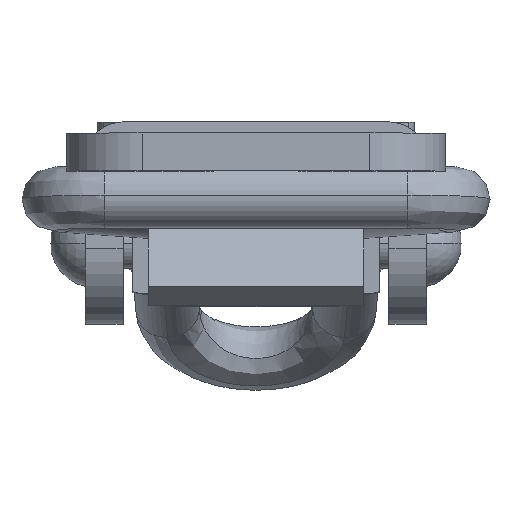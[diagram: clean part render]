
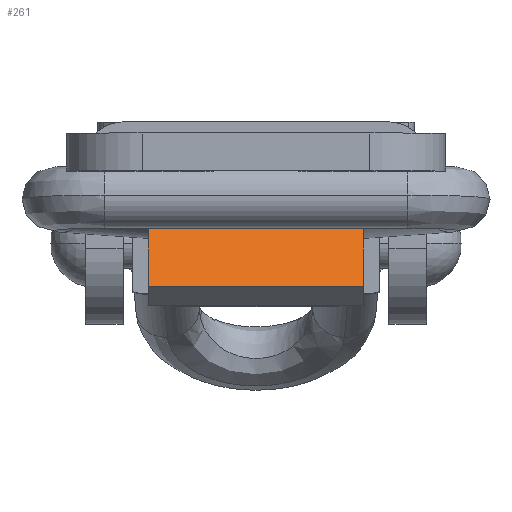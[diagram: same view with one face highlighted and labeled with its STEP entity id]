
A CAD part, top view. The second image highlights one B-rep face of the part: STEP entity #261.
In plain terms, the highlighted planar face has unit normal (0, 0.512, 0.859).
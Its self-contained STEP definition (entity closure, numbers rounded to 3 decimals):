
#261=ADVANCED_FACE('',(#493),#492,.F.);
#492=PLANE('',#2743);
#493=FACE_OUTER_BOUND('',#2744,.T.);
#2740=CARTESIAN_POINT('',(-10.2,-9.708,-8.738));
#2741=DIRECTION('',(0.,-0.512,-0.859));
#2742=DIRECTION('',(0.,0.859,-0.512));
#2743=AXIS2_PLACEMENT_3D('',#2740,#2741,#2742);
#2744=EDGE_LOOP('',(#4544,#4545,#4546,#4547));
#4544=ORIENTED_EDGE('',*,*,#5616,.T.);
#4545=ORIENTED_EDGE('',*,*,#5617,.F.);
#4546=ORIENTED_EDGE('',*,*,#5618,.F.);
#4547=ORIENTED_EDGE('',*,*,#5613,.T.);
#5613=EDGE_CURVE('',#6156,#6149,#6157,.T.);
#5616=EDGE_CURVE('',#6149,#6176,#6177,.T.);
#5617=EDGE_CURVE('',#6183,#6176,#6184,.T.);
#5618=EDGE_CURVE('',#6156,#6183,#6190,.T.);
#6149=VERTEX_POINT('',#9702);
#6156=VERTEX_POINT('',#9707);
#6157=LINE('',#9708,#9709);
#6176=VERTEX_POINT('',#9719);
#6177=LINE('',#9720,#9721);
#6183=VERTEX_POINT('',#9723);
#6184=LINE('',#9724,#9725);
#6190=LINE('',#9727,#9728);
#9702=CARTESIAN_POINT('',(-8.5,-3.023,-12.718));
#9707=CARTESIAN_POINT('',(8.5,-3.023,-12.718));
#9708=CARTESIAN_POINT('',(8.5,-3.023,-12.718));
#9709=VECTOR('',#9710,17.);
#9710=DIRECTION('',(-1.,0.,0.));
#9719=CARTESIAN_POINT('',(-8.5,-9.1,-9.1));
#9720=CARTESIAN_POINT('',(-8.5,-3.023,-12.718));
#9721=VECTOR('',#9722,7.072);
#9722=DIRECTION('',(0.,-0.859,0.512));
#9723=CARTESIAN_POINT('',(8.5,-9.1,-9.1));
#9724=CARTESIAN_POINT('',(8.5,-9.1,-9.1));
#9725=VECTOR('',#9726,17.);
#9726=DIRECTION('',(-1.,0.,0.));
#9727=CARTESIAN_POINT('',(8.5,-3.023,-12.718));
#9728=VECTOR('',#9729,7.072);
#9729=DIRECTION('',(0.,-0.859,0.512));
